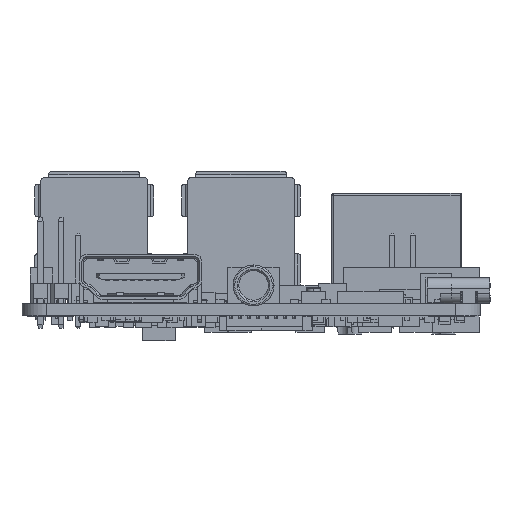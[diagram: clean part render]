
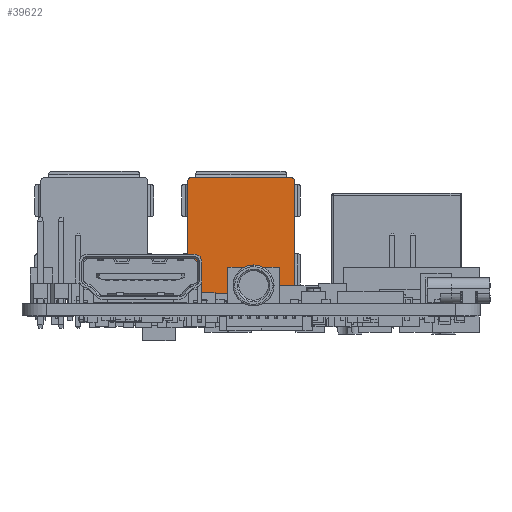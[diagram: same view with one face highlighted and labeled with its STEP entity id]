
A CAD part, left-side view. The second image highlights one B-rep face of the part: STEP entity #39622.
In plain terms, the highlighted planar face has unit normal (-1, 0, 0).
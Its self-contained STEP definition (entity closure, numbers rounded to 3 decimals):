
#39346=CARTESIAN_POINT('Vertex',(-8.275,-5.717,-7.11)) ;
#39353=CARTESIAN_POINT('Vertex',(-8.275,-6.317,-6.51)) ;
#39356=CARTESIAN_POINT('Axis2P3D Location',(-8.275,-5.717,-6.51)) ;
#39480=CARTESIAN_POINT('Axis2P3D Location',(-8.275,6.183,6.51)) ;
#39485=CARTESIAN_POINT('Line Origine',(-8.275,-3.717,7.74)) ;
#39489=CARTESIAN_POINT('Vertex',(-8.275,-3.717,8.37)) ;
#39491=CARTESIAN_POINT('Vertex',(-8.275,-3.717,7.11)) ;
#39494=CARTESIAN_POINT('Line Origine',(-8.275,-2.242,7.11)) ;
#39498=CARTESIAN_POINT('Vertex',(-8.275,-0.767,7.11)) ;
#39501=CARTESIAN_POINT('Line Origine',(-8.275,-0.767,7.74)) ;
#39505=CARTESIAN_POINT('Vertex',(-8.275,-0.767,8.37)) ;
#39508=CARTESIAN_POINT('Line Origine',(-8.275,0.233,8.37)) ;
#39512=CARTESIAN_POINT('Vertex',(-8.275,1.233,8.37)) ;
#39515=CARTESIAN_POINT('Line Origine',(-8.275,1.233,7.74)) ;
#39519=CARTESIAN_POINT('Vertex',(-8.275,1.233,7.11)) ;
#39522=CARTESIAN_POINT('Line Origine',(-8.275,2.708,7.11)) ;
#39526=CARTESIAN_POINT('Vertex',(-8.275,4.183,7.11)) ;
#39529=CARTESIAN_POINT('Line Origine',(-8.275,4.183,7.74)) ;
#39533=CARTESIAN_POINT('Vertex',(-8.275,4.183,8.37)) ;
#39536=CARTESIAN_POINT('Line Origine',(-8.275,5.183,8.37)) ;
#39540=CARTESIAN_POINT('Vertex',(-8.275,6.183,8.37)) ;
#39543=CARTESIAN_POINT('Line Origine',(-8.275,6.183,7.74)) ;
#39547=CARTESIAN_POINT('Vertex',(-8.275,6.183,7.11)) ;
#39550=CARTESIAN_POINT('Line Origine',(-8.275,6.483,7.11)) ;
#39554=CARTESIAN_POINT('Vertex',(-8.275,6.783,7.11)) ;
#39557=CARTESIAN_POINT('Line Origine',(-8.275,6.783,0.3)) ;
#39561=CARTESIAN_POINT('Vertex',(-8.275,6.783,-6.51)) ;
#39564=CARTESIAN_POINT('Axis2P3D Location',(-8.275,6.183,-6.51)) ;
#39568=CARTESIAN_POINT('Vertex',(-8.275,6.183,-7.11)) ;
#39571=CARTESIAN_POINT('Line Origine',(-8.275,0.233,-7.11)) ;
#39576=CARTESIAN_POINT('Line Origine',(-8.275,-6.317,0.3)) ;
#39580=CARTESIAN_POINT('Vertex',(-8.275,-6.317,7.11)) ;
#39583=CARTESIAN_POINT('Line Origine',(-8.275,-6.017,7.11)) ;
#39587=CARTESIAN_POINT('Vertex',(-8.275,-5.717,7.11)) ;
#39590=CARTESIAN_POINT('Line Origine',(-8.275,-5.717,7.74)) ;
#39594=CARTESIAN_POINT('Vertex',(-8.275,-5.717,8.37)) ;
#39597=CARTESIAN_POINT('Line Origine',(-8.275,-4.717,8.37)) ;
#39357=DIRECTION('Axis2P3D Direction',(-1.,0.,0.)) ;
#39481=DIRECTION('Axis2P3D Direction',(-1.,0.,0.)) ;
#39482=DIRECTION('Axis2P3D XDirection',(0.,-1.,0.)) ;
#39486=DIRECTION('Vector Direction',(0.,0.,-1.)) ;
#39495=DIRECTION('Vector Direction',(0.,1.,0.)) ;
#39502=DIRECTION('Vector Direction',(0.,0.,1.)) ;
#39509=DIRECTION('Vector Direction',(0.,1.,0.)) ;
#39516=DIRECTION('Vector Direction',(0.,0.,-1.)) ;
#39523=DIRECTION('Vector Direction',(0.,1.,0.)) ;
#39530=DIRECTION('Vector Direction',(0.,0.,1.)) ;
#39537=DIRECTION('Vector Direction',(0.,1.,0.)) ;
#39544=DIRECTION('Vector Direction',(0.,0.,-1.)) ;
#39551=DIRECTION('Vector Direction',(0.,1.,0.)) ;
#39558=DIRECTION('Vector Direction',(0.,0.,-1.)) ;
#39565=DIRECTION('Axis2P3D Direction',(-1.,0.,0.)) ;
#39572=DIRECTION('Vector Direction',(0.,-1.,0.)) ;
#39577=DIRECTION('Vector Direction',(0.,0.,1.)) ;
#39584=DIRECTION('Vector Direction',(0.,1.,0.)) ;
#39591=DIRECTION('Vector Direction',(0.,0.,1.)) ;
#39598=DIRECTION('Vector Direction',(0.,1.,0.)) ;
#39358=AXIS2_PLACEMENT_3D('Circle Axis2P3D',#39356,#39357,$) ;
#39483=AXIS2_PLACEMENT_3D('Plane Axis2P3D',#39480,#39481,#39482) ;
#39566=AXIS2_PLACEMENT_3D('Circle Axis2P3D',#39564,#39565,$) ;
#39603=ORIENTED_EDGE('',*,*,#39493,.T.) ;
#39604=ORIENTED_EDGE('',*,*,#39500,.T.) ;
#39605=ORIENTED_EDGE('',*,*,#39507,.T.) ;
#39606=ORIENTED_EDGE('',*,*,#39514,.T.) ;
#39607=ORIENTED_EDGE('',*,*,#39521,.T.) ;
#39608=ORIENTED_EDGE('',*,*,#39528,.T.) ;
#39609=ORIENTED_EDGE('',*,*,#39535,.T.) ;
#39610=ORIENTED_EDGE('',*,*,#39542,.T.) ;
#39611=ORIENTED_EDGE('',*,*,#39549,.T.) ;
#39612=ORIENTED_EDGE('',*,*,#39556,.T.) ;
#39613=ORIENTED_EDGE('',*,*,#39563,.T.) ;
#39614=ORIENTED_EDGE('',*,*,#39570,.T.) ;
#39615=ORIENTED_EDGE('',*,*,#39575,.T.) ;
#39616=ORIENTED_EDGE('',*,*,#39360,.T.) ;
#39617=ORIENTED_EDGE('',*,*,#39582,.T.) ;
#39618=ORIENTED_EDGE('',*,*,#39589,.T.) ;
#39619=ORIENTED_EDGE('',*,*,#39596,.T.) ;
#39620=ORIENTED_EDGE('',*,*,#39601,.T.) ;
#39487=VECTOR('Line Direction',#39486,1.) ;
#39496=VECTOR('Line Direction',#39495,1.) ;
#39503=VECTOR('Line Direction',#39502,1.) ;
#39510=VECTOR('Line Direction',#39509,1.) ;
#39517=VECTOR('Line Direction',#39516,1.) ;
#39524=VECTOR('Line Direction',#39523,1.) ;
#39531=VECTOR('Line Direction',#39530,1.) ;
#39538=VECTOR('Line Direction',#39537,1.) ;
#39545=VECTOR('Line Direction',#39544,1.) ;
#39552=VECTOR('Line Direction',#39551,1.) ;
#39559=VECTOR('Line Direction',#39558,1.) ;
#39573=VECTOR('Line Direction',#39572,1.) ;
#39578=VECTOR('Line Direction',#39577,1.) ;
#39585=VECTOR('Line Direction',#39584,1.) ;
#39592=VECTOR('Line Direction',#39591,1.) ;
#39599=VECTOR('Line Direction',#39598,1.) ;
#39622=ADVANCED_FACE('\X2\570689D2\X0\4',(#39621),#39484,.T.) ;
#39359=CIRCLE('generated circle',#39358,0.6) ;
#39567=CIRCLE('generated circle',#39566,0.6) ;
#39360=EDGE_CURVE('',#39347,#39354,#39359,.T.) ;
#39493=EDGE_CURVE('',#39490,#39492,#39488,.T.) ;
#39500=EDGE_CURVE('',#39492,#39499,#39497,.T.) ;
#39507=EDGE_CURVE('',#39499,#39506,#39504,.T.) ;
#39514=EDGE_CURVE('',#39506,#39513,#39511,.T.) ;
#39521=EDGE_CURVE('',#39513,#39520,#39518,.T.) ;
#39528=EDGE_CURVE('',#39520,#39527,#39525,.T.) ;
#39535=EDGE_CURVE('',#39527,#39534,#39532,.T.) ;
#39542=EDGE_CURVE('',#39534,#39541,#39539,.T.) ;
#39549=EDGE_CURVE('',#39541,#39548,#39546,.T.) ;
#39556=EDGE_CURVE('',#39548,#39555,#39553,.T.) ;
#39563=EDGE_CURVE('',#39555,#39562,#39560,.T.) ;
#39570=EDGE_CURVE('',#39562,#39569,#39567,.T.) ;
#39575=EDGE_CURVE('',#39569,#39347,#39574,.T.) ;
#39582=EDGE_CURVE('',#39354,#39581,#39579,.T.) ;
#39589=EDGE_CURVE('',#39581,#39588,#39586,.T.) ;
#39596=EDGE_CURVE('',#39588,#39595,#39593,.T.) ;
#39601=EDGE_CURVE('',#39595,#39490,#39600,.T.) ;
#39602=EDGE_LOOP('',(#39603,#39604,#39605,#39606,#39607,#39608,#39609,#39610,#39611,#39612,#39613,#39614,#39615,#39616,#39617,#39618,#39619,#39620)) ;
#39621=FACE_OUTER_BOUND('',#39602,.T.) ;
#39488=LINE('Line',#39485,#39487) ;
#39497=LINE('Line',#39494,#39496) ;
#39504=LINE('Line',#39501,#39503) ;
#39511=LINE('Line',#39508,#39510) ;
#39518=LINE('Line',#39515,#39517) ;
#39525=LINE('Line',#39522,#39524) ;
#39532=LINE('Line',#39529,#39531) ;
#39539=LINE('Line',#39536,#39538) ;
#39546=LINE('Line',#39543,#39545) ;
#39553=LINE('Line',#39550,#39552) ;
#39560=LINE('Line',#39557,#39559) ;
#39574=LINE('Line',#39571,#39573) ;
#39579=LINE('Line',#39576,#39578) ;
#39586=LINE('Line',#39583,#39585) ;
#39593=LINE('Line',#39590,#39592) ;
#39600=LINE('Line',#39597,#39599) ;
#39484=PLANE('',#39483) ;
#39347=VERTEX_POINT('',#39346) ;
#39354=VERTEX_POINT('',#39353) ;
#39490=VERTEX_POINT('',#39489) ;
#39492=VERTEX_POINT('',#39491) ;
#39499=VERTEX_POINT('',#39498) ;
#39506=VERTEX_POINT('',#39505) ;
#39513=VERTEX_POINT('',#39512) ;
#39520=VERTEX_POINT('',#39519) ;
#39527=VERTEX_POINT('',#39526) ;
#39534=VERTEX_POINT('',#39533) ;
#39541=VERTEX_POINT('',#39540) ;
#39548=VERTEX_POINT('',#39547) ;
#39555=VERTEX_POINT('',#39554) ;
#39562=VERTEX_POINT('',#39561) ;
#39569=VERTEX_POINT('',#39568) ;
#39581=VERTEX_POINT('',#39580) ;
#39588=VERTEX_POINT('',#39587) ;
#39595=VERTEX_POINT('',#39594) ;
